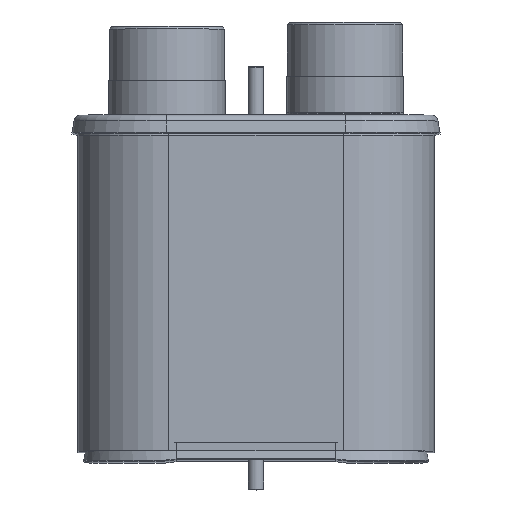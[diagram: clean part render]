
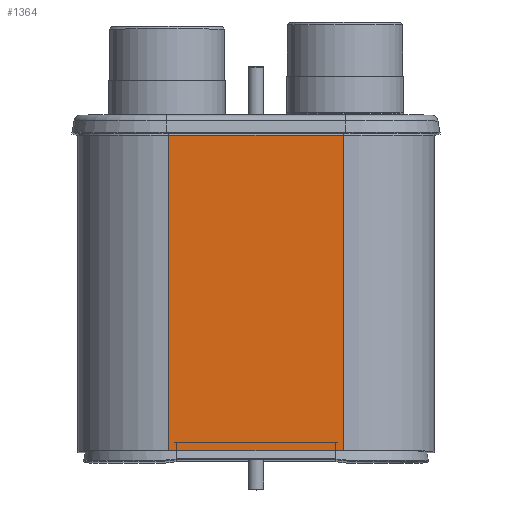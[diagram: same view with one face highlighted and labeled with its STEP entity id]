
A CAD part, top view. The second image highlights one B-rep face of the part: STEP entity #1364.
In plain terms, the highlighted planar face has unit normal (0, 0, 1).
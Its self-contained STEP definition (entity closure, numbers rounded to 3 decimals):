
#220=DIRECTION('',(1.,0.,0.));
#221=VECTOR('',#220,90.);
#222=CARTESIAN_POINT('',(-45.,162.978,305.5));
#223=LINE('',#222,#221);
#224=DIRECTION('',(0.,1.,0.));
#225=VECTOR('',#224,162.978);
#226=CARTESIAN_POINT('',(-45.,0.,305.5));
#227=LINE('',#226,#225);
#233=DIRECTION('',(0.,1.,0.));
#234=VECTOR('',#233,162.978);
#235=CARTESIAN_POINT('',(45.,0.,305.5));
#236=LINE('',#235,#234);
#268=DIRECTION('',(1.,0.,0.));
#269=VECTOR('',#268,90.);
#270=CARTESIAN_POINT('',(-45.,0.,305.5));
#271=LINE('',#270,#269);
#820=CARTESIAN_POINT('',(-45.,0.,305.5));
#821=VERTEX_POINT('',#820);
#822=CARTESIAN_POINT('',(45.,0.,305.5));
#823=VERTEX_POINT('',#822);
#836=CARTESIAN_POINT('',(-45.,162.978,305.5));
#837=VERTEX_POINT('',#836);
#838=CARTESIAN_POINT('',(45.,162.978,305.5));
#839=VERTEX_POINT('',#838);
#1351=CARTESIAN_POINT('',(-45.,0.,305.5));
#1352=DIRECTION('',(0.,0.,1.));
#1353=DIRECTION('',(1.,0.,0.));
#1354=AXIS2_PLACEMENT_3D('',#1351,#1352,#1353);
#1355=PLANE('',#1354);
#1356=ORIENTED_EDGE('',*,*,#1233,.T.);
#1358=ORIENTED_EDGE('',*,*,#1357,.F.);
#1360=ORIENTED_EDGE('',*,*,#1359,.F.);
#1361=ORIENTED_EDGE('',*,*,#1343,.T.);
#1362=EDGE_LOOP('',(#1356,#1358,#1360,#1361));
#1363=FACE_OUTER_BOUND('',#1362,.F.);
#1364=ADVANCED_FACE('',(#1363),#1355,.T.);
#1233=EDGE_CURVE('',#837,#839,#223,.T.);
#1343=EDGE_CURVE('',#821,#837,#227,.T.);
#1357=EDGE_CURVE('',#823,#839,#236,.T.);
#1359=EDGE_CURVE('',#821,#823,#271,.T.);
